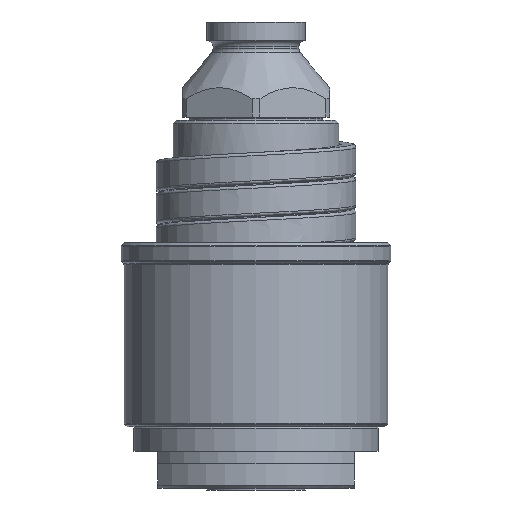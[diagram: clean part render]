
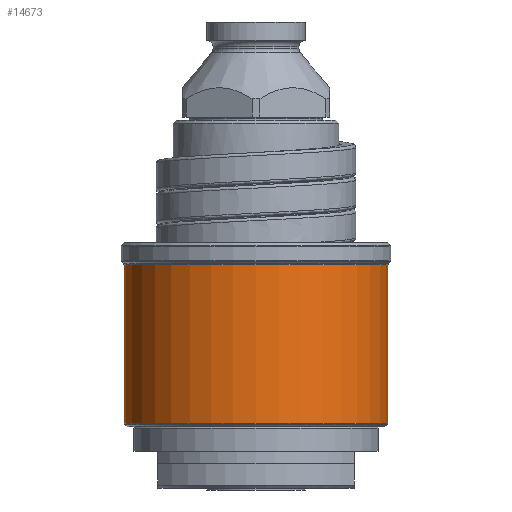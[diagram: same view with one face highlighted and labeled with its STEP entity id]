
A CAD part, front view. The second image highlights one B-rep face of the part: STEP entity #14673.
In plain terms, the highlighted cylindrical face has radius 21.5 mm (diameter 43 mm), a partial arc.
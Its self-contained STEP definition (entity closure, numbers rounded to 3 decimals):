
#5006=CARTESIAN_POINT('',(0.,0.,10.583));
#5007=DIRECTION('',(0.,0.,1.));
#5008=DIRECTION('',(-1.,0.,0.));
#5009=AXIS2_PLACEMENT_3D('',#5006,#5007,#5008);
#5011=DIRECTION('',(0.,0.,-1.));
#5012=VECTOR('',#5011,25.834);
#5013=CARTESIAN_POINT('',(-21.5,0.,36.417));
#5014=LINE('',#5013,#5012);
#5015=CARTESIAN_POINT('',(0.,0.,36.417));
#5016=DIRECTION('',(0.,0.,1.));
#5017=DIRECTION('',(-1.,0.,0.));
#5018=AXIS2_PLACEMENT_3D('',#5015,#5016,#5017);
#5020=DIRECTION('',(0.,0.,-1.));
#5021=VECTOR('',#5020,25.834);
#5022=CARTESIAN_POINT('',(21.5,0.,36.417));
#5023=LINE('',#5022,#5021);
#5384=CARTESIAN_POINT('',(21.5,0.,36.417));
#5385=CARTESIAN_POINT('',(-21.5,0.,36.417));
#5386=VERTEX_POINT('',#5384);
#5387=VERTEX_POINT('',#5385);
#5410=CARTESIAN_POINT('',(21.5,0.,10.583));
#5411=VERTEX_POINT('',#5410);
#5412=CARTESIAN_POINT('',(-21.5,0.,10.583));
#5413=VERTEX_POINT('',#5412);
#14661=CARTESIAN_POINT('',(0.,0.,8.5));
#14662=DIRECTION('',(0.,0.,1.));
#14663=DIRECTION('',(-1.,0.,0.));
#14664=AXIS2_PLACEMENT_3D('',#14661,#14662,#14663);
#14665=CYLINDRICAL_SURFACE('',#14664,21.5);
#14666=ORIENTED_EDGE('',*,*,#13094,.F.);
#14667=ORIENTED_EDGE('',*,*,#13075,.F.);
#14669=ORIENTED_EDGE('',*,*,#14668,.T.);
#14670=ORIENTED_EDGE('',*,*,#13071,.T.);
#14671=EDGE_LOOP('',(#14666,#14667,#14669,#14670));
#14672=FACE_OUTER_BOUND('',#14671,.F.);
#5010=CIRCLE('',#5009,21.5);
#5019=CIRCLE('',#5018,21.5);
#13071=EDGE_CURVE('',#5386,#5411,#5023,.T.);
#13075=EDGE_CURVE('',#5387,#5413,#5014,.T.);
#13094=EDGE_CURVE('',#5413,#5411,#5010,.T.);
#14668=EDGE_CURVE('',#5387,#5386,#5019,.T.);
#14673=ADVANCED_FACE('',(#14672),#14665,.T.);
